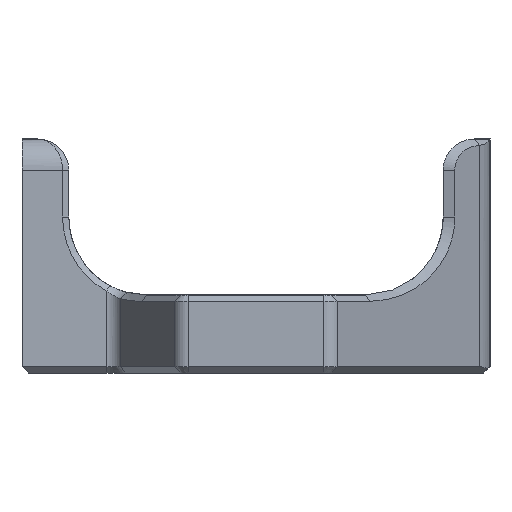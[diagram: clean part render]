
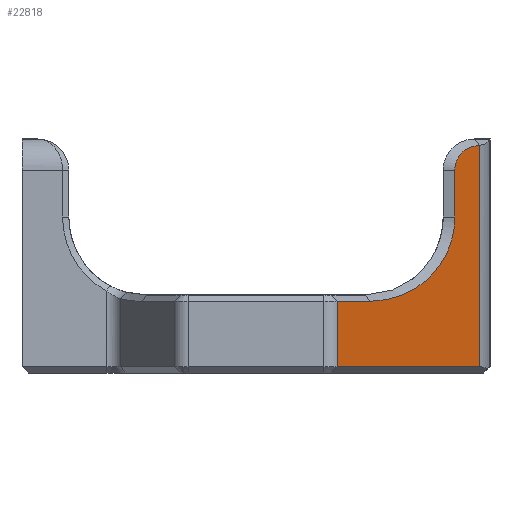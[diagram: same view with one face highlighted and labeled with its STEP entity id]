
A CAD part, left-side view. The second image highlights one B-rep face of the part: STEP entity #22818.
In plain terms, the highlighted planar face has unit normal (-0.5, -0.866, 0).
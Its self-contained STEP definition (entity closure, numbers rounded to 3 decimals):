
#684=PLANE('',#24887);
#3044=FACE_OUTER_BOUND('',#4524,.T.);
#4524=EDGE_LOOP('',(#19506,#19507,#19508,#19509,#19510,#19511,#19512));
#5349=B_SPLINE_CURVE_WITH_KNOTS('',3,(#53891,#53892,#53893,#53894,#53895,
#53896,#53897,#53898,#53899,#53900,#53901,#53902),.UNSPECIFIED.,.F.,.F.,
(4,2,2,2,2,4),(0.,0.122,0.229,
0.324,0.372,0.416),.UNSPECIFIED.);
#5350=B_SPLINE_CURVE_WITH_KNOTS('',3,(#53906,#53907,#53908,#53909,#53910,
#53911,#53912,#53913,#53914,#53915,#53916,#53917),.UNSPECIFIED.,.F.,.F.,
(4,2,2,2,2,4),(0.,0.114,0.24,0.487,
0.769,1.086),.UNSPECIFIED.);
#6931=LINE('',#53887,#9115);
#6932=LINE('',#53889,#9116);
#6933=LINE('',#53904,#9117);
#6934=LINE('',#53919,#9118);
#6935=LINE('',#53920,#9119);
#9115=VECTOR('',#30035,1000.);
#9116=VECTOR('',#30036,1000.);
#9117=VECTOR('',#30037,1000.);
#9118=VECTOR('',#30038,1000.);
#9119=VECTOR('',#30039,1000.);
#11430=VERTEX_POINT('',#53885);
#11431=VERTEX_POINT('',#53886);
#11432=VERTEX_POINT('',#53888);
#11433=VERTEX_POINT('',#53890);
#11434=VERTEX_POINT('',#53903);
#11435=VERTEX_POINT('',#53905);
#11436=VERTEX_POINT('',#53918);
#14237=EDGE_CURVE('',#11430,#11431,#6931,.T.);
#14238=EDGE_CURVE('',#11431,#11432,#6932,.T.);
#14239=EDGE_CURVE('',#11432,#11433,#5349,.T.);
#14240=EDGE_CURVE('',#11433,#11434,#6933,.T.);
#14241=EDGE_CURVE('',#11434,#11435,#5350,.T.);
#14242=EDGE_CURVE('',#11435,#11436,#6934,.T.);
#14243=EDGE_CURVE('',#11436,#11430,#6935,.T.);
#19506=ORIENTED_EDGE('',*,*,#14237,.T.);
#19507=ORIENTED_EDGE('',*,*,#14238,.T.);
#19508=ORIENTED_EDGE('',*,*,#14239,.T.);
#19509=ORIENTED_EDGE('',*,*,#14240,.T.);
#19510=ORIENTED_EDGE('',*,*,#14241,.T.);
#19511=ORIENTED_EDGE('',*,*,#14242,.T.);
#19512=ORIENTED_EDGE('',*,*,#14243,.T.);
#22818=ADVANCED_FACE('',(#3044),#684,.F.);
#24887=AXIS2_PLACEMENT_3D('',#53884,#30033,#30034);
#30033=DIRECTION('center_axis',(0.5,0.866,0.));
#30034=DIRECTION('ref_axis',(-0.866,0.5,0.));
#30035=DIRECTION('',(0.866,-0.5,0.));
#30036=DIRECTION('',(0.,0.,1.));
#30037=DIRECTION('',(0.,0.,-1.));
#30038=DIRECTION('',(-0.866,0.5,0.));
#30039=DIRECTION('',(0.,0.,-1.));
#53884=CARTESIAN_POINT('Origin',(-37.276,10.072,-0.7));
#53885=CARTESIAN_POINT('',(-36.776,9.783,-0.4));
#53886=CARTESIAN_POINT('',(-20.992,0.67,-0.4));
#53887=CARTESIAN_POINT('',(-37.276,10.072,-0.4));
#53888=CARTESIAN_POINT('',(-20.992,0.67,13.8));
#53889=CARTESIAN_POINT('',(-20.992,0.67,13.8));
#53890=CARTESIAN_POINT('',(-23.735,2.254,12.2));
#53891=CARTESIAN_POINT('Ctrl Pts',(-20.992,0.67,
13.8));
#53892=CARTESIAN_POINT('Ctrl Pts',(-21.342,0.872,
13.798));
#53893=CARTESIAN_POINT('Ctrl Pts',(-21.701,1.079,13.757));
#53894=CARTESIAN_POINT('Ctrl Pts',(-22.348,1.453,13.599));
#53895=CARTESIAN_POINT('Ctrl Pts',(-22.657,1.632,13.486));
#53896=CARTESIAN_POINT('Ctrl Pts',(-23.175,1.93,13.185));
#53897=CARTESIAN_POINT('Ctrl Pts',(-23.37,2.043,13.018));
#53898=CARTESIAN_POINT('Ctrl Pts',(-23.577,2.163,12.741));
#53899=CARTESIAN_POINT('Ctrl Pts',(-23.637,2.197,12.637));
#53900=CARTESIAN_POINT('Ctrl Pts',(-23.714,2.242,12.42));
#53901=CARTESIAN_POINT('Ctrl Pts',(-23.735,2.254,12.312));
#53902=CARTESIAN_POINT('Ctrl Pts',(-23.735,2.254,12.2));
#53903=CARTESIAN_POINT('',(-23.735,2.254,9.2));
#53904=CARTESIAN_POINT('',(-23.735,2.254,-0.7));
#53905=CARTESIAN_POINT('',(-33.088,7.654,3.8));
#53906=CARTESIAN_POINT('Ctrl Pts',(-23.735,2.254,9.2));
#53907=CARTESIAN_POINT('Ctrl Pts',(-23.735,2.254,8.819));
#53908=CARTESIAN_POINT('Ctrl Pts',(-23.804,2.294,8.45));
#53909=CARTESIAN_POINT('Ctrl Pts',(-24.071,2.448,7.712));
#53910=CARTESIAN_POINT('Ctrl Pts',(-24.275,2.565,7.359));
#53911=CARTESIAN_POINT('Ctrl Pts',(-24.983,2.974,6.42));
#53912=CARTESIAN_POINT('Ctrl Pts',(-25.65,3.36,5.857));
#53913=CARTESIAN_POINT('Ctrl Pts',(-27.416,4.379,4.838));
#53914=CARTESIAN_POINT('Ctrl Pts',(-28.471,4.988,4.459));
#53915=CARTESIAN_POINT('Ctrl Pts',(-30.675,6.261,3.932));
#53916=CARTESIAN_POINT('Ctrl Pts',(-31.896,6.965,3.8));
#53917=CARTESIAN_POINT('Ctrl Pts',(-33.088,7.654,3.8));
#53918=CARTESIAN_POINT('',(-36.776,9.783,3.8));
#53919=CARTESIAN_POINT('',(-37.276,10.072,3.8));
#53920=CARTESIAN_POINT('',(-36.776,9.783,-0.8));
